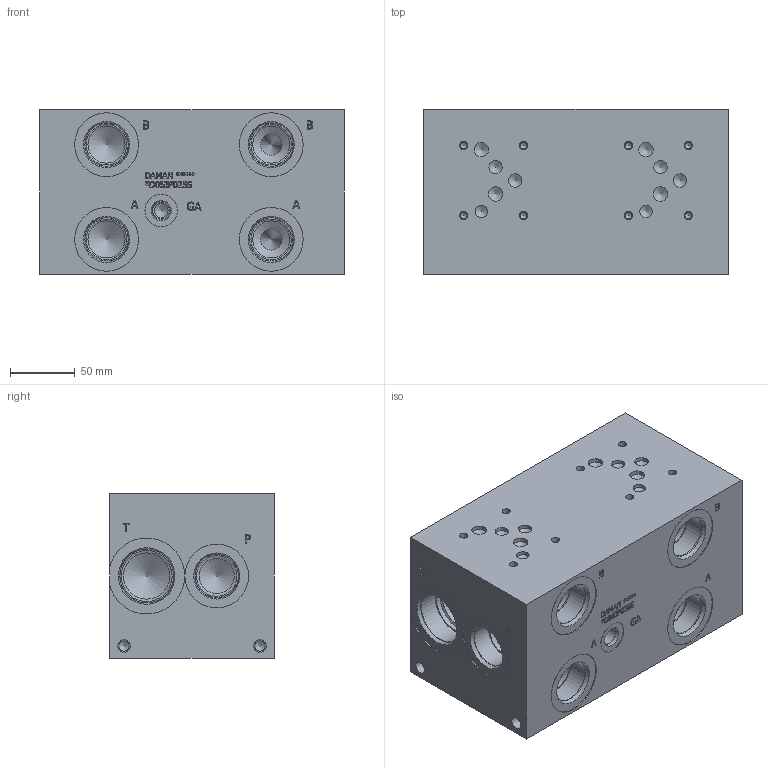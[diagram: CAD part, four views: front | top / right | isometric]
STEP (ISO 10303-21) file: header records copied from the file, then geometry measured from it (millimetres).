
FILE_DESCRIPTION(/* description */ (''),/* implementation_level */ '2;1');
FILE_NAME(/* name */ '_D05JP025S.stp',/* time_stamp */ '2020-03-25T08:41:15-04:00',/* author */ ('alexanderw'),/* organization */ (''),/* preprocessor_version */ 'ST-DEVELOPER v17',/* originating_system */ 'Autodesk Inventor 2019',/* authorisation */ '');
FILE_SCHEMA (('AUTOMOTIVE_DESIGN { 1 0 10303 214 3 1 1 }'));
Length unit declared in the file: millimetre
Products named in the file (1): Part_DD05JP025S_3D
Bounding box: 234.95 x 127 x 127 mm (x, y, z)
Volume: 3493267.3 mm3; surface area: 191741.8 mm2
Topology: 1 solids, 1 shells, 669 faces, 1818 edges, 1224 vertices
Faces by surface type: plane 359, bspline 164, cylinder 82, cone 64
Full cylindrical faces by diameter (mm): 5.105 x8, 6.35 x8, 7.925 x4, 9.525 x6, 10.312 x4, 10.719 x1, 11.125 x4, 12.9 x1, 14.275 x1, 14.529 x1, 25.019 x1, 27 x2, 28.575 x4, 31.267 x6, 33.34 x3, 33.35 x3, 33.757 x6, 35.509 x3, 35.712 x2, 39.218 x2, 41.275 x1, 41.28 x1, 41.758 x1, 43.51 x1, 49.124 x6
Entity records: 22317 total; most frequent: CARTESIAN_POINT 5813, ORIENTED_EDGE 3574, DIRECTION 2768, EDGE_CURVE 1787, VERTEX_POINT 1224, LINE 1162, VECTOR 1162, AXIS2_PLACEMENT_3D 803
